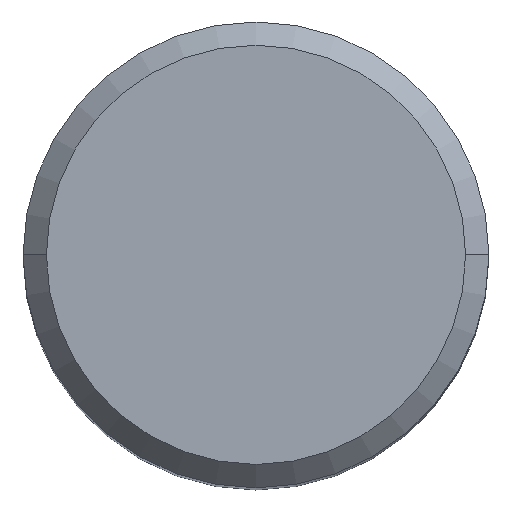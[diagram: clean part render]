
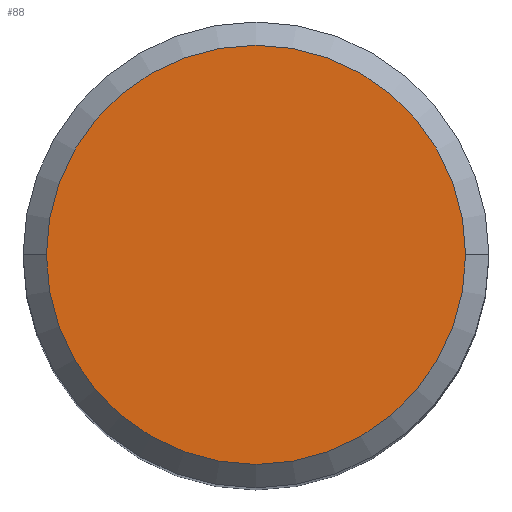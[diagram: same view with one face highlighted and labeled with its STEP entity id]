
A CAD part, top view. The second image highlights one B-rep face of the part: STEP entity #88.
In plain terms, the highlighted planar face has unit normal (0, 0, 1).
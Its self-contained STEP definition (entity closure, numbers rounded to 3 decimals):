
#12 = DIRECTION ( 'NONE',  ( 0., 0., 1. ) ) ;
#21 = AXIS2_PLACEMENT_3D ( 'NONE', #257, #113, #154 ) ;
#67 = PLANE ( 'NONE',  #21 ) ;
#70 = DIRECTION ( 'NONE',  ( 1., 0., 0. ) ) ;
#79 = EDGE_LOOP ( 'NONE', ( #253, #104 ) ) ;
#84 = FACE_OUTER_BOUND ( 'NONE', #79, .T. ) ;
#88 = ADVANCED_FACE ( 'NONE', ( #84 ), #67, .T. ) ;
#104 = ORIENTED_EDGE ( 'NONE', *, *, #188, .T. ) ;
#113 = DIRECTION ( 'NONE',  ( 0., 0., 1. ) ) ;
#121 = AXIS2_PLACEMENT_3D ( 'NONE', #268, #223, #270 ) ;
#127 = CIRCLE ( 'NONE', #121, 4.5 ) ;
#135 = CARTESIAN_POINT ( 'NONE',  ( 4.5, 0., 28. ) ) ;
#145 = CIRCLE ( 'NONE', #191, 4.5 ) ;
#154 = DIRECTION ( 'NONE',  ( 1., 0., 0. ) ) ;
#156 = CARTESIAN_POINT ( 'NONE',  ( 0., 0., 28. ) ) ;
#166 = VERTEX_POINT ( 'NONE', #135 ) ;
#188 = EDGE_CURVE ( 'NONE', #166, #212, #145, .T. ) ;
#191 = AXIS2_PLACEMENT_3D ( 'NONE', #156, #12, #70 ) ;
#212 = VERTEX_POINT ( 'NONE', #237 ) ;
#223 = DIRECTION ( 'NONE',  ( 0., 0., 1. ) ) ;
#237 = CARTESIAN_POINT ( 'NONE',  ( -4.5, 0., 28. ) ) ;
#253 = ORIENTED_EDGE ( 'NONE', *, *, #272, .T. ) ;
#257 = CARTESIAN_POINT ( 'NONE',  ( 0., 0., 28. ) ) ;
#268 = CARTESIAN_POINT ( 'NONE',  ( 0., 0., 28. ) ) ;
#270 = DIRECTION ( 'NONE',  ( 1., 0., 0. ) ) ;
#272 = EDGE_CURVE ( 'NONE', #212, #166, #127, .T. ) ;
